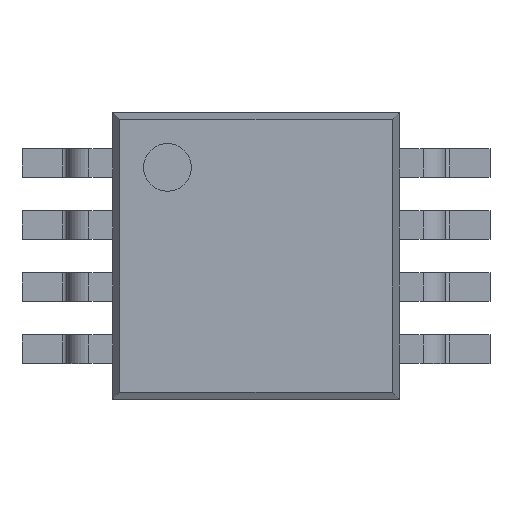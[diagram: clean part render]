
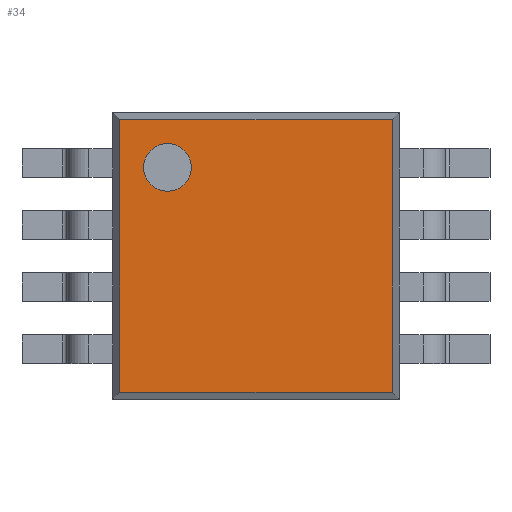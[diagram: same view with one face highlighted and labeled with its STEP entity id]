
A CAD part, top view. The second image highlights one B-rep face of the part: STEP entity #34.
In plain terms, the highlighted planar face has unit normal (0, 0, 1).
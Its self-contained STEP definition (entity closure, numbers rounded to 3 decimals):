
#21 = EDGE_CURVE('',#22,#22,#24,.T.);
#22 = VERTEX_POINT('',#23);
#23 = CARTESIAN_POINT('',(-0.927,0.677,0.96));
#24 = CIRCLE('',#25,0.25);
#25 = AXIS2_PLACEMENT_3D('',#26,#27,#28);
#26 = CARTESIAN_POINT('',(-0.927,0.927,0.96));
#27 = DIRECTION('',(0.,-0.,-1.));
#28 = DIRECTION('',(0.,-1.,0.));
#34 = ADVANCED_FACE('',(#35,#69),#72,.F.);
#35 = FACE_BOUND('',#36,.F.);
#36 = EDGE_LOOP('',(#37,#47,#55,#63));
#37 = ORIENTED_EDGE('',*,*,#38,.F.);
#38 = EDGE_CURVE('',#39,#41,#43,.T.);
#39 = VERTEX_POINT('',#40);
#40 = CARTESIAN_POINT('',(-1.427,1.427,0.96));
#41 = VERTEX_POINT('',#42);
#42 = CARTESIAN_POINT('',(-1.427,-1.427,0.96));
#43 = LINE('',#44,#45);
#44 = CARTESIAN_POINT('',(-1.427,1.427,0.96));
#45 = VECTOR('',#46,1.);
#46 = DIRECTION('',(0.,-1.,0.));
#47 = ORIENTED_EDGE('',*,*,#48,.F.);
#48 = EDGE_CURVE('',#49,#39,#51,.T.);
#49 = VERTEX_POINT('',#50);
#50 = CARTESIAN_POINT('',(1.427,1.427,0.96));
#51 = LINE('',#52,#53);
#52 = CARTESIAN_POINT('',(1.427,1.427,0.96));
#53 = VECTOR('',#54,1.);
#54 = DIRECTION('',(-1.,0.,0.));
#55 = ORIENTED_EDGE('',*,*,#56,.F.);
#56 = EDGE_CURVE('',#57,#49,#59,.T.);
#57 = VERTEX_POINT('',#58);
#58 = CARTESIAN_POINT('',(1.427,-1.427,0.96));
#59 = LINE('',#60,#61);
#60 = CARTESIAN_POINT('',(1.427,-1.427,0.96));
#61 = VECTOR('',#62,1.);
#62 = DIRECTION('',(0.,1.,0.));
#63 = ORIENTED_EDGE('',*,*,#64,.F.);
#64 = EDGE_CURVE('',#41,#57,#65,.T.);
#65 = LINE('',#66,#67);
#66 = CARTESIAN_POINT('',(-1.427,-1.427,0.96));
#67 = VECTOR('',#68,1.);
#68 = DIRECTION('',(1.,0.,0.));
#69 = FACE_BOUND('',#70,.F.);
#70 = EDGE_LOOP('',(#71));
#71 = ORIENTED_EDGE('',*,*,#21,.F.);
#72 = PLANE('',#73);
#73 = AXIS2_PLACEMENT_3D('',#74,#75,#76);
#74 = CARTESIAN_POINT('',(-1.427,1.427,0.96));
#75 = DIRECTION('',(0.,0.,-1.));
#76 = DIRECTION('',(0.707,-0.707,0.));
